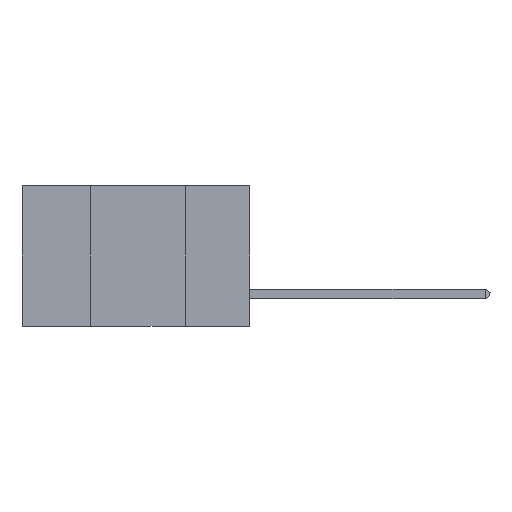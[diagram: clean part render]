
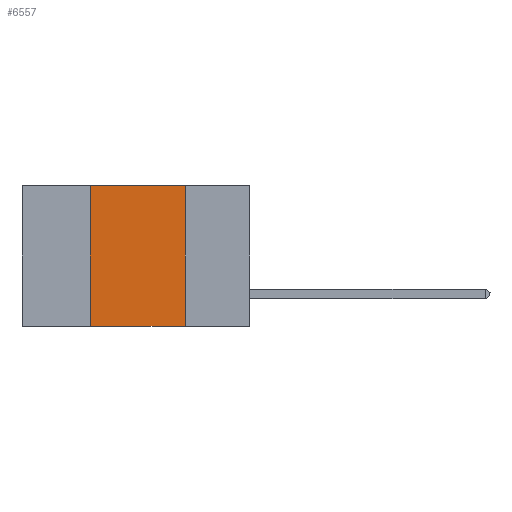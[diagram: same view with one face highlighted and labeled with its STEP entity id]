
A CAD part, left-side view. The second image highlights one B-rep face of the part: STEP entity #6557.
In plain terms, the highlighted planar face has unit normal (-1, 0, 0).
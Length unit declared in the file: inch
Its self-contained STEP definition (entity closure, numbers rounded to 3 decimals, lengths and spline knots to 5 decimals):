
#113 = VECTOR ( 'NONE', #11282, 39.37008 ) ;
#514 = CARTESIAN_POINT ( 'NONE',  ( 0., 0.17, 0. ) ) ;
#1486 = EDGE_LOOP ( 'NONE', ( #4256, #10026, #1751, #8588 ) ) ;
#1663 = VERTEX_POINT ( 'NONE', #2146 ) ;
#1672 = DIRECTION ( 'NONE',  ( 1., 0., 0. ) ) ;
#1706 = CARTESIAN_POINT ( 'NONE',  ( 0., 0.6, 0. ) ) ;
#1751 = ORIENTED_EDGE ( 'NONE', *, *, #13050, .F. ) ;
#2146 = CARTESIAN_POINT ( 'NONE',  ( 0., 0.17, -0.37 ) ) ;
#3108 = LINE ( 'NONE', #7110, #113 ) ;
#3131 = DIRECTION ( 'NONE',  ( 0., -1., 0. ) ) ;
#3347 = VERTEX_POINT ( 'NONE', #514 ) ;
#3446 = AXIS2_PLACEMENT_3D ( 'NONE', #1706, #1672, #8826 ) ;
#4152 = DIRECTION ( 'NONE',  ( 0., 0., 1. ) ) ;
#4153 = VECTOR ( 'NONE', #7973, 39.37008 ) ;
#4256 = ORIENTED_EDGE ( 'NONE', *, *, #5744, .F. ) ;
#5022 = EDGE_CURVE ( 'NONE', #8027, #3347, #11331, .T. ) ;
#5073 = VECTOR ( 'NONE', #4152, 39.37008 ) ;
#5744 = EDGE_CURVE ( 'NONE', #3347, #1663, #3108, .T. ) ;
#5758 = PLANE ( 'NONE',  #3446 ) ;
#6151 = CARTESIAN_POINT ( 'NONE',  ( 0., 0.42, 0. ) ) ;
#6220 = LINE ( 'NONE', #13111, #4153 ) ;
#6557 = ADVANCED_FACE ( 'NONE', ( #8619 ), #5758, .F. ) ;
#7110 = CARTESIAN_POINT ( 'NONE',  ( 0., 0.17, 0. ) ) ;
#7220 = CARTESIAN_POINT ( 'NONE',  ( 0., 0.6, 0. ) ) ;
#7973 = DIRECTION ( 'NONE',  ( 0., -1., 0. ) ) ;
#8027 = VERTEX_POINT ( 'NONE', #8633 ) ;
#8588 = ORIENTED_EDGE ( 'NONE', *, *, #12616, .T. ) ;
#8619 = FACE_OUTER_BOUND ( 'NONE', #1486, .T. ) ;
#8633 = CARTESIAN_POINT ( 'NONE',  ( 0., 0.42, 0. ) ) ;
#8826 = DIRECTION ( 'NONE',  ( 0., 0., -1. ) ) ;
#9278 = VECTOR ( 'NONE', #3131, 39.37008 ) ;
#10026 = ORIENTED_EDGE ( 'NONE', *, *, #5022, .F. ) ;
#11002 = LINE ( 'NONE', #6151, #5073 ) ;
#11282 = DIRECTION ( 'NONE',  ( 0., 0., -1. ) ) ;
#11331 = LINE ( 'NONE', #7220, #9278 ) ;
#12272 = CARTESIAN_POINT ( 'NONE',  ( 0., 0.42, -0.37 ) ) ;
#12616 = EDGE_CURVE ( 'NONE', #13045, #1663, #6220, .T. ) ;
#13045 = VERTEX_POINT ( 'NONE', #12272 ) ;
#13050 = EDGE_CURVE ( 'NONE', #13045, #8027, #11002, .T. ) ;
#13111 = CARTESIAN_POINT ( 'NONE',  ( 0., 0.6, -0.37 ) ) ;
